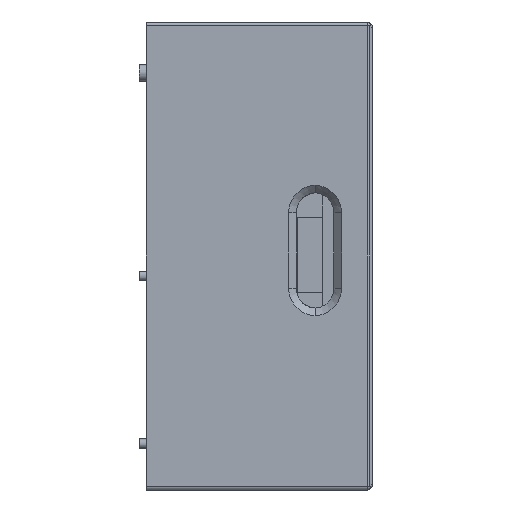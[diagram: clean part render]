
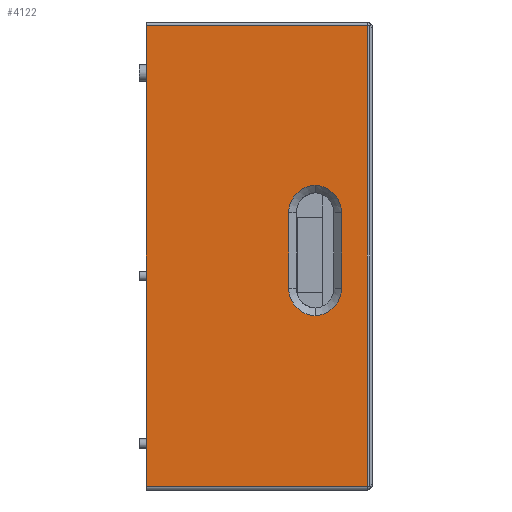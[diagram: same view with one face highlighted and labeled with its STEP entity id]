
A CAD part, left-side view. The second image highlights one B-rep face of the part: STEP entity #4122.
In plain terms, the highlighted planar face has unit normal (-1, 0, 0).
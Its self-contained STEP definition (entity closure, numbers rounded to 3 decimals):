
#248=CIRCLE('',#4431,3.643);
#249=CIRCLE('',#4432,3.643);
#250=CIRCLE('',#4433,3.643);
#251=CIRCLE('',#4434,3.643);
#556=ORIENTED_EDGE('',*,*,#1784,.T.);
#557=ORIENTED_EDGE('',*,*,#1785,.T.);
#558=ORIENTED_EDGE('',*,*,#1786,.T.);
#559=ORIENTED_EDGE('',*,*,#1787,.T.);
#560=ORIENTED_EDGE('',*,*,#1788,.T.);
#561=ORIENTED_EDGE('',*,*,#1789,.T.);
#562=ORIENTED_EDGE('',*,*,#1790,.T.);
#563=ORIENTED_EDGE('',*,*,#1791,.T.);
#564=ORIENTED_EDGE('',*,*,#1792,.F.);
#565=ORIENTED_EDGE('',*,*,#1793,.T.);
#1784=EDGE_CURVE('',#2394,#2395,#2738,.T.);
#1785=EDGE_CURVE('',#2395,#2396,#248,.T.);
#1786=EDGE_CURVE('',#2396,#2397,#249,.T.);
#1787=EDGE_CURVE('',#2397,#2398,#2739,.T.);
#1788=EDGE_CURVE('',#2398,#2399,#250,.T.);
#1789=EDGE_CURVE('',#2399,#2394,#251,.T.);
#1790=EDGE_CURVE('',#2400,#2401,#2740,.F.);
#1791=EDGE_CURVE('',#2401,#2402,#2741,.F.);
#1792=EDGE_CURVE('',#2403,#2402,#2742,.T.);
#1793=EDGE_CURVE('',#2403,#2400,#2743,.T.);
#2394=VERTEX_POINT('',#6338);
#2395=VERTEX_POINT('',#6339);
#2396=VERTEX_POINT('',#6341);
#2397=VERTEX_POINT('',#6343);
#2398=VERTEX_POINT('',#6345);
#2399=VERTEX_POINT('',#6347);
#2400=VERTEX_POINT('',#6350);
#2401=VERTEX_POINT('',#6351);
#2402=VERTEX_POINT('',#6353);
#2403=VERTEX_POINT('',#6355);
#2738=LINE('',#6337,#3118);
#2739=LINE('',#6344,#3119);
#2740=LINE('',#6349,#3120);
#2741=LINE('',#6352,#3121);
#2742=LINE('',#6354,#3122);
#2743=LINE('',#6356,#3123);
#3118=VECTOR('',#4978,1000.);
#3119=VECTOR('',#4983,1000.);
#3120=VECTOR('',#4988,1000.);
#3121=VECTOR('',#4989,1000.);
#3122=VECTOR('',#4990,1000.);
#3123=VECTOR('',#4991,1000.);
#3418=EDGE_LOOP('',(#556,#557,#558,#559,#560,#561));
#3419=EDGE_LOOP('',(#562,#563,#564,#565));
#3712=FACE_BOUND('',#3418,.T.);
#3713=FACE_BOUND('',#3419,.T.);
#3994=PLANE('',#4430);
#4122=ADVANCED_FACE('',(#3712,#3713),#3994,.F.);
#4430=AXIS2_PLACEMENT_3D('',#6336,#4976,#4977);
#4431=AXIS2_PLACEMENT_3D('',#6340,#4979,#4980);
#4432=AXIS2_PLACEMENT_3D('',#6342,#4981,#4982);
#4433=AXIS2_PLACEMENT_3D('',#6346,#4984,#4985);
#4434=AXIS2_PLACEMENT_3D('',#6348,#4986,#4987);
#4976=DIRECTION('',(1.,0.,0.));
#4977=DIRECTION('',(0.,-1.,0.));
#4978=DIRECTION('',(0.,0.,-1.));
#4979=DIRECTION('',(1.,0.,0.));
#4980=DIRECTION('',(0.,-1.,0.));
#4981=DIRECTION('',(1.,0.,0.));
#4982=DIRECTION('',(0.,-1.,0.));
#4983=DIRECTION('',(0.,0.,1.));
#4984=DIRECTION('',(1.,0.,0.));
#4985=DIRECTION('',(0.,-1.,0.));
#4986=DIRECTION('',(1.,0.,0.));
#4987=DIRECTION('',(0.,-1.,0.));
#4988=DIRECTION('',(0.,0.,-1.));
#4989=DIRECTION('',(0.,-1.,0.));
#4990=DIRECTION('',(0.,0.,1.));
#4991=DIRECTION('',(0.,-1.,0.));
#6336=CARTESIAN_POINT('',(0.,30.,31.));
#6337=CARTESIAN_POINT('',(0.,4.119,31.));
#6338=CARTESIAN_POINT('',(0.,4.119,36.73));
#6339=CARTESIAN_POINT('',(0.,4.119,26.73));
#6340=CARTESIAN_POINT('',(0.,7.762,26.73));
#6341=CARTESIAN_POINT('',(0.,7.619,23.09));
#6342=CARTESIAN_POINT('',(0.,7.476,26.73));
#6343=CARTESIAN_POINT('',(0.,11.119,26.73));
#6344=CARTESIAN_POINT('',(0.,11.119,36.73));
#6345=CARTESIAN_POINT('',(0.,11.119,36.73));
#6346=CARTESIAN_POINT('',(0.,7.476,36.73));
#6347=CARTESIAN_POINT('',(0.,7.619,40.37));
#6348=CARTESIAN_POINT('',(0.,7.762,36.73));
#6349=CARTESIAN_POINT('',(0.,0.707,62.));
#6350=CARTESIAN_POINT('',(0.,0.707,0.5));
#6351=CARTESIAN_POINT('',(0.,0.707,61.5));
#6352=CARTESIAN_POINT('',(0.,30.,61.5));
#6353=CARTESIAN_POINT('',(0.,30.,61.5));
#6354=CARTESIAN_POINT('',(0.,30.,31.));
#6355=CARTESIAN_POINT('',(0.,30.,0.5));
#6356=CARTESIAN_POINT('',(0.,0.707,0.5));
